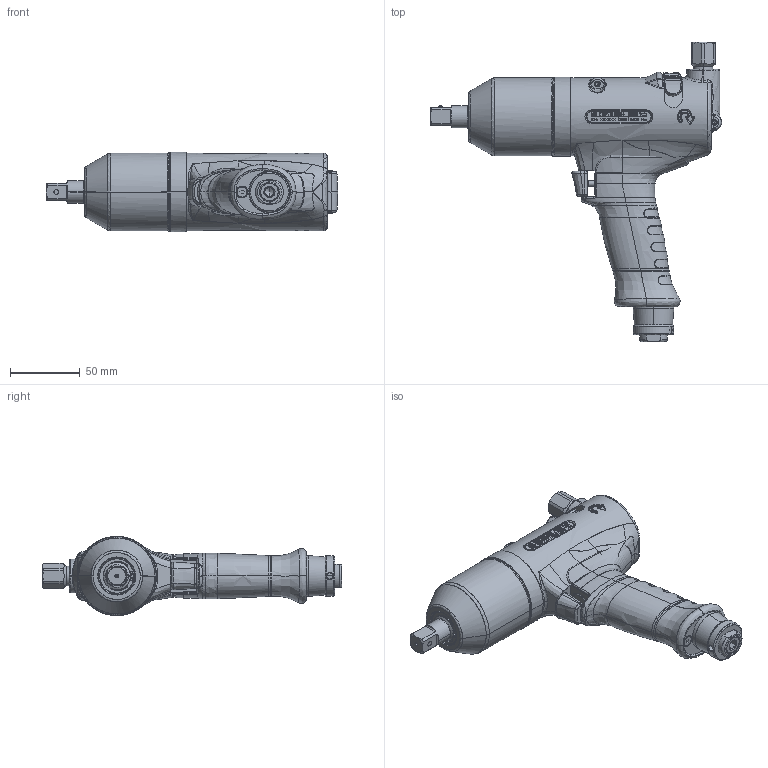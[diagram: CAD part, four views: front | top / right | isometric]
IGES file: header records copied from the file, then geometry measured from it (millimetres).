
Start section:  PTC IGES file: 120pthha304.igs
Global section: file name: 120pthha304.igs; native system: Pro/ENGINEER by Parametric Technology Corporation; preprocessor: 2008400; author: c584d; organization: Unknown; date: 20120515.140733; units: millimetre
Bounding box: 209.09 x 215 x 56.9 mm (x, y, z)
Surface area: 64725.4 mm2 (no closed solid volume)
Topology: 0 solids, 0 shells, 979 faces, 6653 edges, 6637 vertices
Faces by surface type: bspline 619, revolution 360
